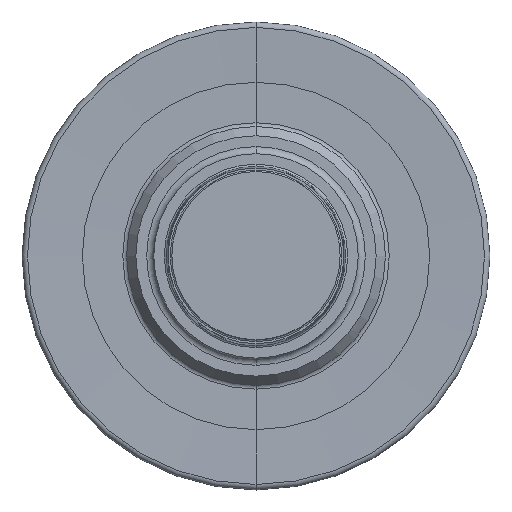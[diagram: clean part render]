
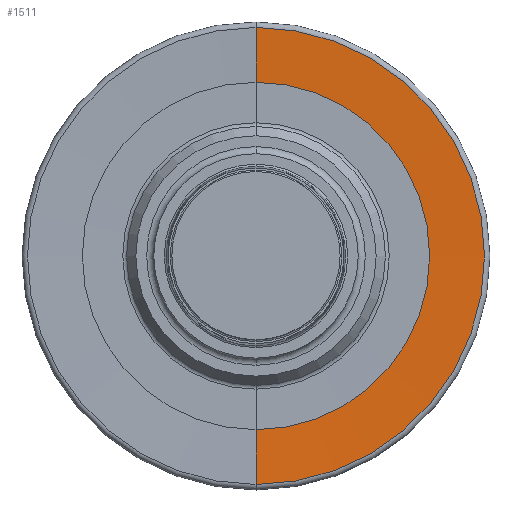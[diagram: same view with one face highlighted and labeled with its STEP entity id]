
A CAD part, top view. The second image highlights one B-rep face of the part: STEP entity #1511.
In plain terms, the highlighted conical face has half-angle 88.228 degrees and reference radius 7.656 mm.
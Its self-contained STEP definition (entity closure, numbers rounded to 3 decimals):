
#1221=DIRECTION('',(0.,1.,-0.031));
#1222=VECTOR('',#1221,2.09);
#1223=CARTESIAN_POINT('',(0.,6.612,0.905));
#1224=LINE('',#1223,#1222);
#1228=DIRECTION('',(0.,-1.,-0.031));
#1229=VECTOR('',#1228,2.09);
#1230=CARTESIAN_POINT('',(0.,-6.612,0.905));
#1231=LINE('',#1230,#1229);
#1235=CARTESIAN_POINT('',(0.,0.,0.905));
#1236=DIRECTION('',(0.,0.,1.));
#1237=DIRECTION('',(0.,1.,0.));
#1238=AXIS2_PLACEMENT_3D('',#1235,#1236,#1237);
#1275=CARTESIAN_POINT('',(0.,0.,0.84));
#1276=DIRECTION('',(0.,0.,1.));
#1277=DIRECTION('',(0.,1.,0.));
#1278=AXIS2_PLACEMENT_3D('',#1275,#1276,#1277);
#1436=CARTESIAN_POINT('',(0.,6.612,0.905));
#1438=VERTEX_POINT('',#1436);
#1439=CARTESIAN_POINT('',(0.,8.701,0.84));
#1440=VERTEX_POINT('',#1439);
#1452=CARTESIAN_POINT('',(0.,-6.612,0.905));
#1454=VERTEX_POINT('',#1452);
#1455=CARTESIAN_POINT('',(0.,-8.701,0.84));
#1456=VERTEX_POINT('',#1455);
#1497=CARTESIAN_POINT('',(0.,0.,0.873));
#1498=DIRECTION('',(0.,0.,-1.));
#1499=DIRECTION('',(0.,-1.,0.));
#1500=AXIS2_PLACEMENT_3D('',#1497,#1498,#1499);
#1501=CONICAL_SURFACE('',#1500,7.656,88.228);
#1503=ORIENTED_EDGE('',*,*,#1502,.T.);
#1505=ORIENTED_EDGE('',*,*,#1504,.T.);
#1507=ORIENTED_EDGE('',*,*,#1506,.F.);
#1508=ORIENTED_EDGE('',*,*,#1489,.F.);
#1509=EDGE_LOOP('',(#1503,#1505,#1507,#1508));
#1510=FACE_OUTER_BOUND('',#1509,.F.);
#1511=ADVANCED_FACE('',(#1510),#1501,.F.);
#1239=CIRCLE('',#1238,6.612);
#1279=CIRCLE('',#1278,8.701);
#1489=EDGE_CURVE('',#1438,#1454,#1239,.T.);
#1502=EDGE_CURVE('',#1438,#1440,#1224,.T.);
#1504=EDGE_CURVE('',#1440,#1456,#1279,.T.);
#1506=EDGE_CURVE('',#1454,#1456,#1231,.T.);
